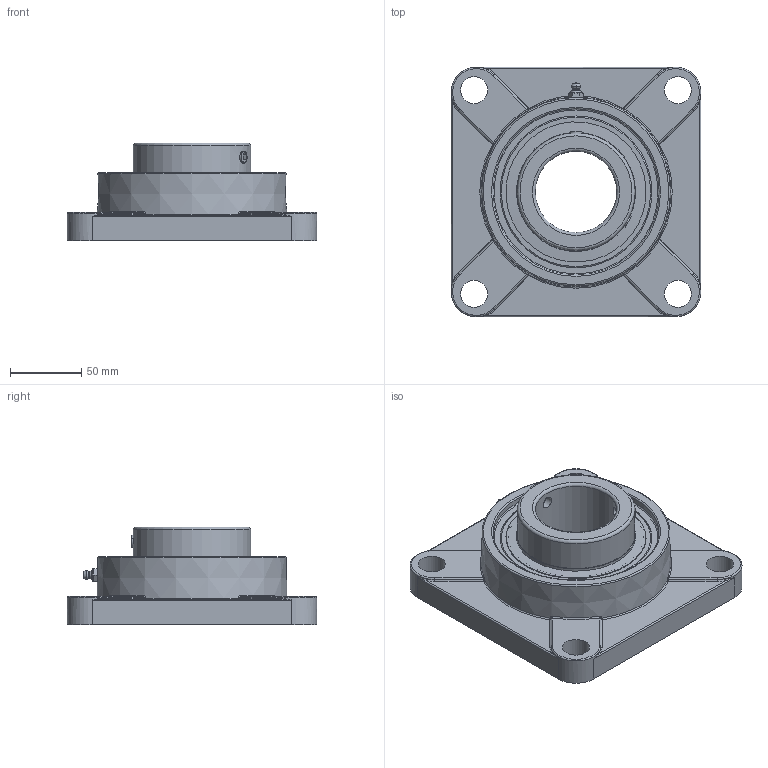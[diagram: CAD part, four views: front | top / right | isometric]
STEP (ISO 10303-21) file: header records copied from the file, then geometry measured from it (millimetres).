
FILE_DESCRIPTION(('HOOPS Exchange Step'),'2;1');
FILE_NAME('export-92725796-2F67-4861-A462-8247072F516E.stp','2019-12-12T15:44:54-08:00',('ibuslach'),('Alibre'),'HOOPS Exchange 2019.2','Alibre','Unknown authorisation');
FILE_SCHEMA( ('AP242_MANAGED_MODEL_BASED_3D_ENGINEERING_MIM_LF {1 0 10303 442 1 1 4 }') );
Length unit declared in the file: centimetre
Products named in the file (7): MRN SF 212; UCP ZERK 6mm; SUC 212-36 RACES; SUC 212 SHIELD; SUC 212 SS; MRN SUC 212-36; MRN SUCF 212-36
Assembly tree (8 placements, depth 3):
  MRN SUCF 212-36
    MRN SF 212
    UCP ZERK 6mm
    MRN SUC 212-36
      SUC 212-36 RACES
      SUC 212 SHIELD  x2
      SUC 212 SS  x2
Bounding box: 175 x 175 x 68.7 mm (x, y, z)
Volume: 689388.4 mm3; surface area: 156792.6 mm2
Topology: 8 solids, 8 shells, 236 faces, 597 edges, 356 vertices
Faces by surface type: plane 66, cylinder 65, torus 39, bspline 28, sphere 19, cone 19
Full cylindrical faces by diameter (mm): 1.763 x2, 6 x2, 8.382 x4, 19 x4, 57.15 x1, 82.55 x4, 83.566 x2, 94.498 x2, 98.425 x2, 116.84 x1, 119.38 x1
Entity records: 11511 total; most frequent: CARTESIAN_POINT 6201, DIRECTION 1130, ORIENTED_EDGE 1056, EDGE_CURVE 528, AXIS2_PLACEMENT_3D 487, VERTEX_POINT 325, CIRCLE 275, EDGE_LOOP 247
